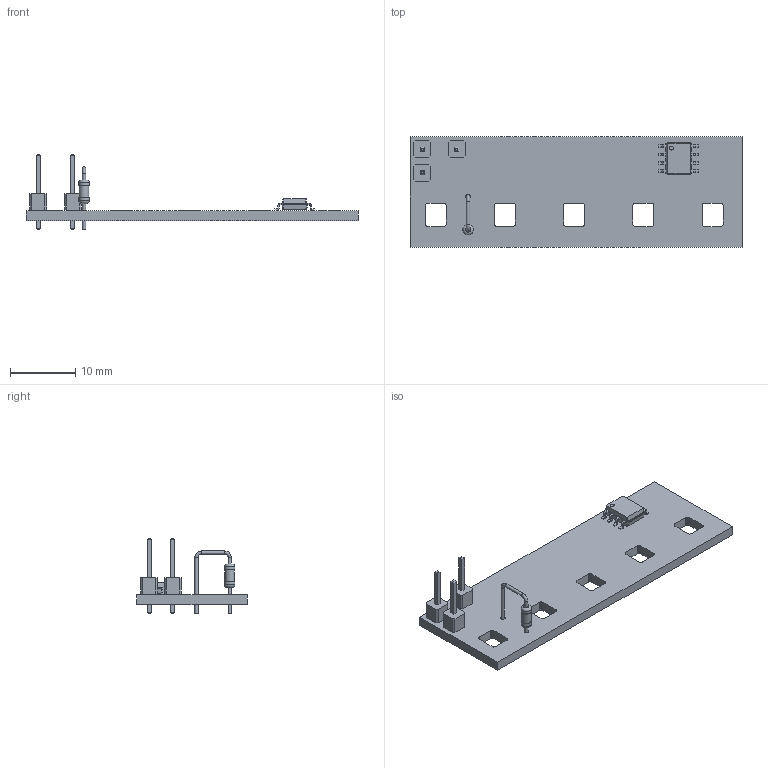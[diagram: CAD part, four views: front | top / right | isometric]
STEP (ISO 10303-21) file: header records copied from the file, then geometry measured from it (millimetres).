
FILE_DESCRIPTION(('KiCad electronic assembly'),'2;1');
FILE_NAME('droneled.step','2025-07-31T19:05:23',('Pcbnew'),('Kicad'), 'Open CASCADE STEP processor 7.8','KiCad to STEP converter','Unknown' );
FILE_SCHEMA(('AUTOMOTIVE_DESIGN { 1 0 10303 214 1 1 1 1 }'));
Length unit declared in the file: millimetre
Products named in the file (5): droneled 1; R_Axial_DIN0204_L3.6mm_D1.6mm_P5.08mm_Vertical; PinHeader_1x01_P2.54mm_Vertical; SOIC-8_3.9x4.9mm_P1.27mm; droneled_PCB
Assembly tree (6 placements, depth 2):
  droneled 1
    R_Axial_DIN0204_L3.6mm_D1.6mm_P5.08mm_Vertical
    PinHeader_1x01_P2.54mm_Vertical  x3
    SOIC-8_3.9x4.9mm_P1.27mm
    droneled_PCB
Bounding box: 50.72 x 16.84 x 11.54 mm (x, y, z)
Volume: 1298.4 mm3; surface area: 2218.4 mm2
Topology: 6 solids, 6 shells, 423 faces, 1114 edges, 714 vertices
Faces by surface type: plane 342, cylinder 45, bspline 32, torus 4
Full cylindrical faces by diameter (mm): 0.5 x4, 0.6 x1, 0.7 x2, 1 x3, 1.44 x1, 1.6 x2
Entity records: 12762 total; most frequent: CARTESIAN_POINT 2122, ORIENTED_EDGE 1972, DIRECTION 1734, EDGE_CURVE 986, LINE 858, VECTOR 858, VERTEX_POINT 634, AXIS2_PLACEMENT_3D 438
